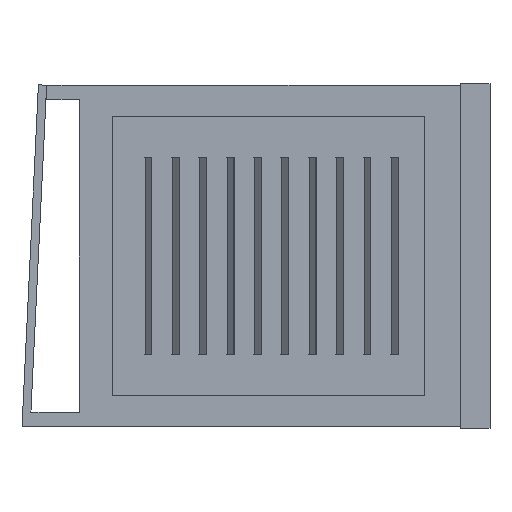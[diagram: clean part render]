
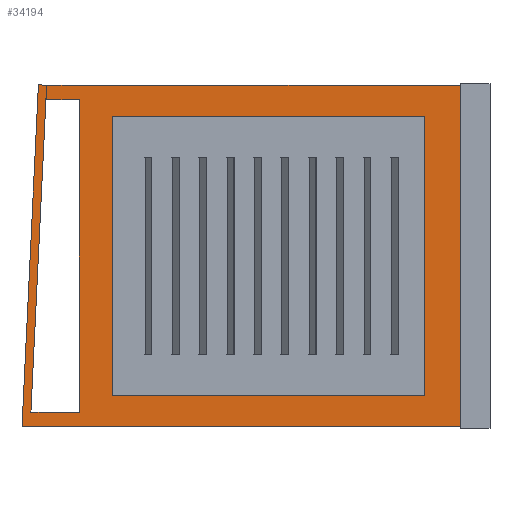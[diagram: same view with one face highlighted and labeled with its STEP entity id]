
A CAD part, left-side view. The second image highlights one B-rep face of the part: STEP entity #34194.
In plain terms, the highlighted planar face has unit normal (-1, 0, 0).
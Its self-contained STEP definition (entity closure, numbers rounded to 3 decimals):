
#92=FACE_BOUND('',#2373,.T.);
#556=FACE_OUTER_BOUND('',#2372,.T.);
#2372=EDGE_LOOP('',(#23339,#23340,#23341,#23342,#23343,#23344,#23345,#23346,
#23347,#23348,#23349,#23350));
#2373=EDGE_LOOP('',(#23351,#23352,#23353,#23354));
#4555=LINE('',#46386,#9491);
#4560=LINE('',#46396,#9496);
#4569=LINE('',#46412,#9505);
#4570=LINE('',#46414,#9506);
#4642=LINE('',#46558,#9578);
#4645=LINE('',#46565,#9581);
#4651=LINE('',#46575,#9587);
#4664=LINE('',#46597,#9600);
#4933=LINE('',#47121,#9869);
#4936=LINE('',#47126,#9872);
#4938=LINE('',#47130,#9874);
#4940=LINE('',#47133,#9876);
#4989=LINE('',#47231,#9925);
#4990=LINE('',#47233,#9926);
#4991=LINE('',#47235,#9927);
#4992=LINE('',#47236,#9928);
#9491=VECTOR('',#37893,10.);
#9496=VECTOR('',#37900,10.);
#9505=VECTOR('',#37913,10.);
#9506=VECTOR('',#37916,10.);
#9578=VECTOR('',#37994,10.);
#9581=VECTOR('',#37999,10.);
#9587=VECTOR('',#38009,10.);
#9600=VECTOR('',#38030,10.);
#9869=VECTOR('',#38321,10.);
#9872=VECTOR('',#38326,10.);
#9874=VECTOR('',#38330,10.);
#9876=VECTOR('',#38334,10.);
#9925=VECTOR('',#38411,10.);
#9926=VECTOR('',#38412,10.);
#9927=VECTOR('',#38413,10.);
#9928=VECTOR('',#38414,10.);
#14373=VERTEX_POINT('',#46383);
#14374=VERTEX_POINT('',#46385);
#14377=VERTEX_POINT('',#46393);
#14378=VERTEX_POINT('',#46395);
#14383=VERTEX_POINT('',#46410);
#14452=VERTEX_POINT('',#46557);
#14453=VERTEX_POINT('',#46561);
#14455=VERTEX_POINT('',#46564);
#14705=VERTEX_POINT('',#47119);
#14706=VERTEX_POINT('',#47120);
#14707=VERTEX_POINT('',#47125);
#14708=VERTEX_POINT('',#47129);
#14743=VERTEX_POINT('',#47230);
#14744=VERTEX_POINT('',#47232);
#14745=VERTEX_POINT('',#47234);
#17709=EDGE_CURVE('',#14373,#14374,#4555,.T.);
#17714=EDGE_CURVE('',#14377,#14378,#4560,.T.);
#17723=EDGE_CURVE('',#14373,#14383,#4569,.T.);
#17724=EDGE_CURVE('',#14378,#14383,#4570,.T.);
#17796=EDGE_CURVE('',#14452,#14374,#4642,.T.);
#17799=EDGE_CURVE('',#14453,#14455,#4645,.T.);
#17805=EDGE_CURVE('',#14455,#14373,#4651,.T.);
#17818=EDGE_CURVE('',#14452,#14453,#4664,.T.);
#18087=EDGE_CURVE('',#14705,#14706,#4933,.T.);
#18090=EDGE_CURVE('',#14706,#14707,#4936,.T.);
#18092=EDGE_CURVE('',#14707,#14708,#4938,.T.);
#18094=EDGE_CURVE('',#14708,#14705,#4940,.T.);
#18143=EDGE_CURVE('',#14743,#14377,#4989,.T.);
#18144=EDGE_CURVE('',#14743,#14744,#4990,.T.);
#18145=EDGE_CURVE('',#14745,#14744,#4991,.F.);
#18146=EDGE_CURVE('',#14745,#14373,#4992,.T.);
#23339=ORIENTED_EDGE('',*,*,#18143,.F.);
#23340=ORIENTED_EDGE('',*,*,#18144,.T.);
#23341=ORIENTED_EDGE('',*,*,#18145,.F.);
#23342=ORIENTED_EDGE('',*,*,#18146,.T.);
#23343=ORIENTED_EDGE('',*,*,#17805,.F.);
#23344=ORIENTED_EDGE('',*,*,#17799,.F.);
#23345=ORIENTED_EDGE('',*,*,#17818,.F.);
#23346=ORIENTED_EDGE('',*,*,#17796,.T.);
#23347=ORIENTED_EDGE('',*,*,#17709,.F.);
#23348=ORIENTED_EDGE('',*,*,#17723,.T.);
#23349=ORIENTED_EDGE('',*,*,#17724,.F.);
#23350=ORIENTED_EDGE('',*,*,#17714,.F.);
#23351=ORIENTED_EDGE('',*,*,#18092,.T.);
#23352=ORIENTED_EDGE('',*,*,#18094,.T.);
#23353=ORIENTED_EDGE('',*,*,#18087,.T.);
#23354=ORIENTED_EDGE('',*,*,#18090,.T.);
#32447=PLANE('',#35957);
#34194=ADVANCED_FACE('',(#556,#92),#32447,.T.);
#35957=AXIS2_PLACEMENT_3D('',#47229,#38409,#38410);
#37893=DIRECTION('',(0.,0.048,-0.999));
#37900=DIRECTION('',(0.,0.999,0.048));
#37913=DIRECTION('',(0.,0.999,0.048));
#37916=DIRECTION('',(0.,-0.048,0.999));
#37994=DIRECTION('',(0.,1.,0.));
#37999=DIRECTION('',(0.,1.,0.));
#38009=DIRECTION('',(0.,0.,1.));
#38030=DIRECTION('',(0.,0.,1.));
#38321=DIRECTION('',(0.,1.,0.));
#38326=DIRECTION('',(0.,0.,1.));
#38330=DIRECTION('',(0.,-1.,0.));
#38334=DIRECTION('',(0.,0.,-1.));
#38409=DIRECTION('center_axis',(-1.,0.,0.));
#38410=DIRECTION('ref_axis',(0.,0.,1.));
#38411=DIRECTION('',(0.,1.,0.));
#38412=DIRECTION('',(0.,0.,1.));
#38413=DIRECTION('',(0.,1.,0.));
#38414=DIRECTION('',(0.,1.,0.));
#46383=CARTESIAN_POINT('',(-99.,270.,159.));
#46385=CARTESIAN_POINT('',(-99.,279.567,-40.));
#46386=CARTESIAN_POINT('',(-99.,270.,159.));
#46393=CARTESIAN_POINT('',(-99.,280.,-49.));
#46395=CARTESIAN_POINT('',(-99.,284.994,-48.76));
#46396=CARTESIAN_POINT('',(-99.,280.,-49.));
#46410=CARTESIAN_POINT('',(-99.,274.994,159.24));
#46412=CARTESIAN_POINT('',(-99.,270.,159.));
#46414=CARTESIAN_POINT('',(-99.,274.994,159.24));
#46557=CARTESIAN_POINT('',(-99.,250.,-40.));
#46558=CARTESIAN_POINT('',(-99.,250.,-40.));
#46561=CARTESIAN_POINT('',(-99.,250.,150.));
#46564=CARTESIAN_POINT('',(-99.,270.,150.));
#46565=CARTESIAN_POINT('',(-99.,250.,150.));
#46575=CARTESIAN_POINT('',(-99.,270.,150.));
#46597=CARTESIAN_POINT('',(-99.,250.,-49.));
#47119=CARTESIAN_POINT('',(-99.,40.,-30.));
#47120=CARTESIAN_POINT('',(-99.,230.,-30.));
#47121=CARTESIAN_POINT('',(-99.,30.,-30.));
#47125=CARTESIAN_POINT('',(-99.,230.,140.));
#47126=CARTESIAN_POINT('',(-99.,230.,-40.));
#47129=CARTESIAN_POINT('',(-99.,40.,140.));
#47130=CARTESIAN_POINT('',(-99.,125.,140.));
#47133=CARTESIAN_POINT('',(-99.,40.,45.));
#47229=CARTESIAN_POINT('Origin',(-99.,20.,-50.));
#47230=CARTESIAN_POINT('',(-99.,18.,-49.));
#47231=CARTESIAN_POINT('',(-99.,20.,-49.));
#47232=CARTESIAN_POINT('',(-99.,18.,159.));
#47233=CARTESIAN_POINT('',(-99.,18.,107.5));
#47234=CARTESIAN_POINT('',(-99.,250.,159.));
#47235=CARTESIAN_POINT('',(-99.,20.,159.));
#47236=CARTESIAN_POINT('',(-99.,250.,159.));
